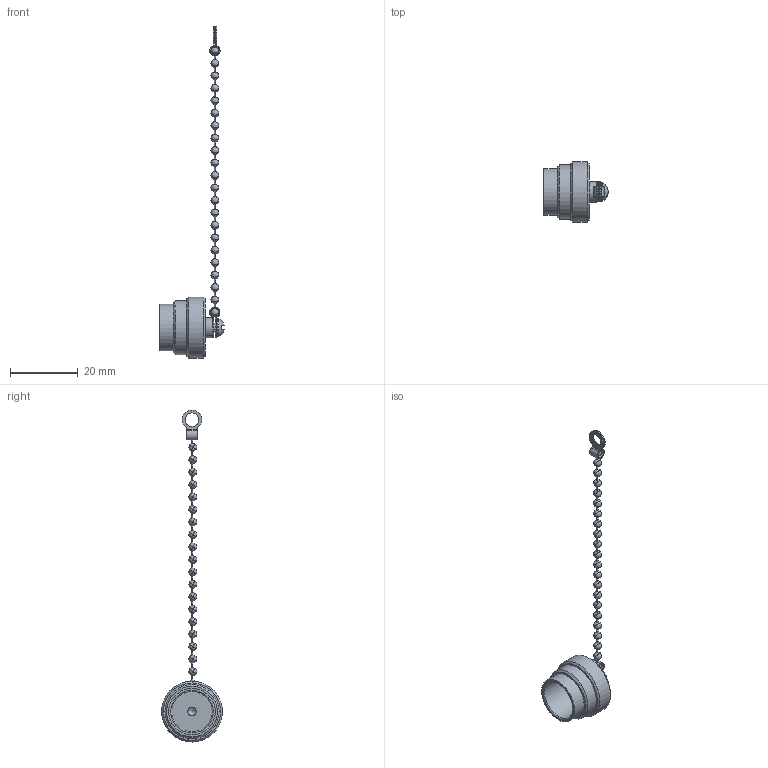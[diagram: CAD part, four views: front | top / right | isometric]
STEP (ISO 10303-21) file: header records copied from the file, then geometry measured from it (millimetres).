
FILE_DESCRIPTION(/* description */ (''),/* implementation_level */ '2;1');
FILE_NAME(/* name */ 'c091 00v000 152 2 unxc001-01.stp',/* time_stamp */ '2019-07-08T10:27:27+02:00',/* author */ (''),/* organization */ (''),/* preprocessor_version */ 'ST-DEVELOPER v16.7',/* originating_system */ 'SIEMENS PLM Software NX 12.0',/* authorisation */ '');
FILE_SCHEMA (('AUTOMOTIVE_DESIGN { 1 0 10303 214 3 1 1 1 }'));
Length unit declared in the file: millimetre
Products named in the file (1): c091 00v000 152 2 unxc001-01
Bounding box: 19.07 x 18 x 98.35 mm (x, y, z)
Volume: 1699.5 mm3; surface area: 2328.3 mm2
Topology: 1 solids, 1 shells, 213 faces, 566 edges, 317 vertices
Faces by surface type: sphere 88, cylinder 75, plane 38, bspline 6, cone 4, torus 2
Full cylindrical faces by diameter (mm): 2.5 x1, 4 x2, 5.4 x1, 6 x1, 12 x1, 13.8 x1, 16 x1, 18 x1
Entity records: 11268 total; most frequent: CARTESIAN_POINT 6752, ORIENTED_EDGE 946, DIRECTION 874, EDGE_CURVE 473, AXIS2_PLACEMENT_3D 391, VERTEX_POINT 315, EDGE_LOOP 272, ADVANCED_FACE 213
